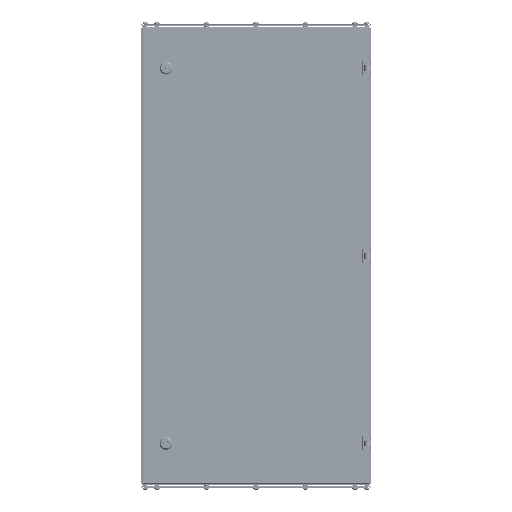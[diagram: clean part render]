
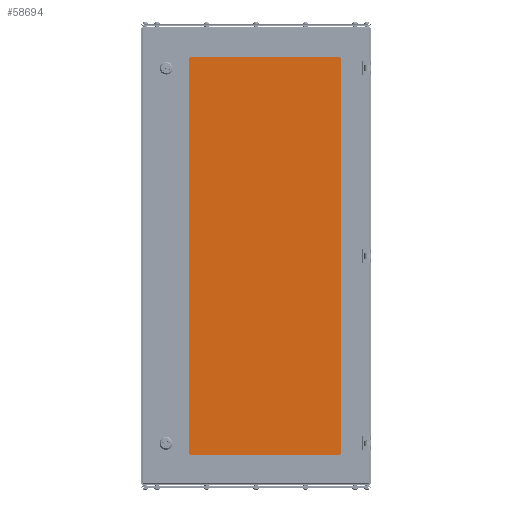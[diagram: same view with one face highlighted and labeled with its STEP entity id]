
A CAD part, top view. The second image highlights one B-rep face of the part: STEP entity #58694.
In plain terms, the highlighted planar face has unit normal (0, 0, 1).
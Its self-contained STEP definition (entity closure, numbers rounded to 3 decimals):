
#1595 = EDGE_CURVE ( 'NONE', #67208, #70752, #9256, .T. ) ;
#1835 = ORIENTED_EDGE ( 'NONE', *, *, #20779, .T. ) ;
#2136 = ORIENTED_EDGE ( 'NONE', *, *, #58292, .T. ) ;
#5491 = VERTEX_POINT ( 'NONE', #31234 ) ;
#8076 = DIRECTION ( 'NONE',  ( 0., 0., 1. ) ) ;
#8275 = AXIS2_PLACEMENT_3D ( 'NONE', #71216, #42068, #57530 ) ;
#9256 = LINE ( 'NONE', #44605, #36903 ) ;
#9482 = DIRECTION ( 'NONE',  ( -1., 0., 0. ) ) ;
#11873 = CARTESIAN_POINT ( 'NONE',  ( -167.75, -435.5, 4. ) ) ;
#12010 = AXIS2_PLACEMENT_3D ( 'NONE', #45798, #47165, #75850 ) ;
#12893 = CARTESIAN_POINT ( 'NONE',  ( -177.75, -445.5, 4. ) ) ;
#13615 = FACE_OUTER_BOUND ( 'NONE', #19983, .T. ) ;
#14895 = VECTOR ( 'NONE', #27936, 1000. ) ;
#15103 = EDGE_CURVE ( 'NONE', #59959, #5491, #27467, .T. ) ;
#15233 = ORIENTED_EDGE ( 'NONE', *, *, #21416, .T. ) ;
#18966 = DIRECTION ( 'NONE',  ( 0., 0., 1. ) ) ;
#19983 = EDGE_LOOP ( 'NONE', ( #62366, #2136, #25519, #71336, #30888, #34123, #15233, #1835 ) ) ;
#20779 = EDGE_CURVE ( 'NONE', #42794, #59959, #46448, .T. ) ;
#21416 = EDGE_CURVE ( 'NONE', #77172, #42794, #79167, .T. ) ;
#22399 = AXIS2_PLACEMENT_3D ( 'NONE', #11873, #18966, #41067 ) ;
#23070 = DIRECTION ( 'NONE',  ( 0., 0., -1. ) ) ;
#25214 = VERTEX_POINT ( 'NONE', #46362 ) ;
#25519 = ORIENTED_EDGE ( 'NONE', *, *, #25589, .T. ) ;
#25589 = EDGE_CURVE ( 'NONE', #25214, #81108, #57336, .T. ) ;
#27467 = LINE ( 'NONE', #12893, #14895 ) ;
#27936 = DIRECTION ( 'NONE',  ( 1., 0., 0. ) ) ;
#28969 = EDGE_CURVE ( 'NONE', #70752, #77172, #54069, .T. ) ;
#29180 = PLANE ( 'NONE',  #47351 ) ;
#30233 = CARTESIAN_POINT ( 'NONE',  ( 167.75, -435.5, 4. ) ) ;
#30752 = AXIS2_PLACEMENT_3D ( 'NONE', #30233, #8076, #9482 ) ;
#30888 = ORIENTED_EDGE ( 'NONE', *, *, #1595, .T. ) ;
#31234 = CARTESIAN_POINT ( 'NONE',  ( 167.75, -445.5, 4. ) ) ;
#32319 = VECTOR ( 'NONE', #41861, 1000. ) ;
#33466 = CARTESIAN_POINT ( 'NONE',  ( 177.75, 435.5, 4. ) ) ;
#34123 = ORIENTED_EDGE ( 'NONE', *, *, #28969, .T. ) ;
#34267 = CARTESIAN_POINT ( 'NONE',  ( -177.75, 435.5, 4. ) ) ;
#35777 = VECTOR ( 'NONE', #36824, 1000. ) ;
#36739 = CARTESIAN_POINT ( 'NONE',  ( -167.75, -445.5, 4. ) ) ;
#36824 = DIRECTION ( 'NONE',  ( 0., -1., 0. ) ) ;
#36903 = VECTOR ( 'NONE', #59605, 1000. ) ;
#41067 = DIRECTION ( 'NONE',  ( -1., 0., 0. ) ) ;
#41861 = DIRECTION ( 'NONE',  ( 0., 1., 0. ) ) ;
#42068 = DIRECTION ( 'NONE',  ( 0., 0., 1. ) ) ;
#42794 = VERTEX_POINT ( 'NONE', #61136 ) ;
#44605 = CARTESIAN_POINT ( 'NONE',  ( -177.75, 445.5, 4. ) ) ;
#45798 = CARTESIAN_POINT ( 'NONE',  ( -167.75, 435.5, 4. ) ) ;
#46362 = CARTESIAN_POINT ( 'NONE',  ( 177.75, -435.5, 4. ) ) ;
#46448 = CIRCLE ( 'NONE', #22399, 10. ) ;
#47165 = DIRECTION ( 'NONE',  ( 0., 0., 1. ) ) ;
#47351 = AXIS2_PLACEMENT_3D ( 'NONE', #87101, #23070, #57868 ) ;
#47827 = EDGE_CURVE ( 'NONE', #81108, #67208, #89481, .T. ) ;
#49363 = CARTESIAN_POINT ( 'NONE',  ( 177.75, -445.5, 4. ) ) ;
#54069 = CIRCLE ( 'NONE', #12010, 10. ) ;
#57336 = LINE ( 'NONE', #49363, #32319 ) ;
#57530 = DIRECTION ( 'NONE',  ( -1., 0., 0. ) ) ;
#57868 = DIRECTION ( 'NONE',  ( -1., 0., 0. ) ) ;
#58292 = EDGE_CURVE ( 'NONE', #5491, #25214, #59282, .T. ) ;
#58694 = ADVANCED_FACE ( 'NONE', ( #13615 ), #29180, .F. ) ;
#59282 = CIRCLE ( 'NONE', #30752, 10. ) ;
#59605 = DIRECTION ( 'NONE',  ( -1., 0., 0. ) ) ;
#59959 = VERTEX_POINT ( 'NONE', #36739 ) ;
#61136 = CARTESIAN_POINT ( 'NONE',  ( -177.75, -435.5, 4. ) ) ;
#62366 = ORIENTED_EDGE ( 'NONE', *, *, #15103, .T. ) ;
#67208 = VERTEX_POINT ( 'NONE', #89699 ) ;
#68551 = CARTESIAN_POINT ( 'NONE',  ( -167.75, 445.5, 4. ) ) ;
#70752 = VERTEX_POINT ( 'NONE', #68551 ) ;
#71216 = CARTESIAN_POINT ( 'NONE',  ( 167.75, 435.5, 4. ) ) ;
#71336 = ORIENTED_EDGE ( 'NONE', *, *, #47827, .T. ) ;
#73065 = CARTESIAN_POINT ( 'NONE',  ( -177.75, -445.5, 4. ) ) ;
#75850 = DIRECTION ( 'NONE',  ( -1., 0., 0. ) ) ;
#77172 = VERTEX_POINT ( 'NONE', #34267 ) ;
#79167 = LINE ( 'NONE', #73065, #35777 ) ;
#81108 = VERTEX_POINT ( 'NONE', #33466 ) ;
#87101 = CARTESIAN_POINT ( 'NONE',  ( 0., 0., 4. ) ) ;
#89481 = CIRCLE ( 'NONE', #8275, 10. ) ;
#89699 = CARTESIAN_POINT ( 'NONE',  ( 167.75, 445.5, 4. ) ) ;
